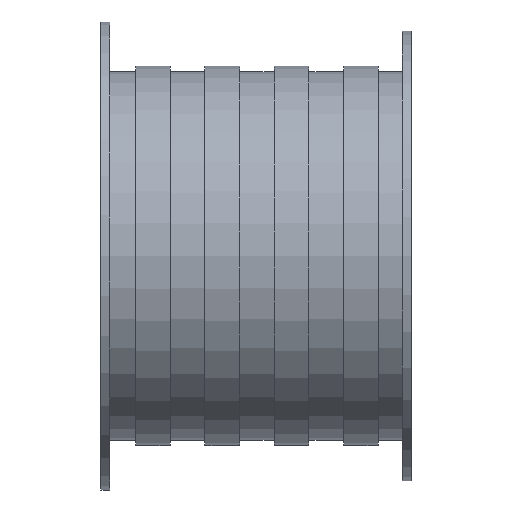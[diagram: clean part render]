
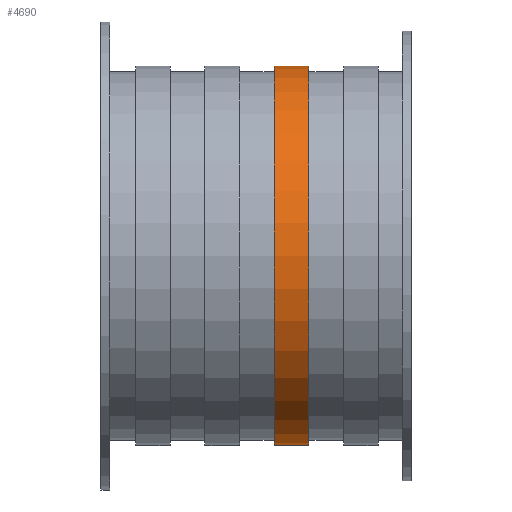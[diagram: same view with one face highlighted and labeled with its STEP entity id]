
A CAD part, top view. The second image highlights one B-rep face of the part: STEP entity #4690.
In plain terms, the highlighted cylindrical face has radius 2779.27 mm (diameter 5558.54 mm), a partial arc.
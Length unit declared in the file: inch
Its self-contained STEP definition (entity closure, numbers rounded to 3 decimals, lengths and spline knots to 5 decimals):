
#1731=CARTESIAN_POINT('',(300.,0.,0.));
#1732=DIRECTION('',(1.,0.,0.));
#1733=DIRECTION('',(0.,1.,0.));
#1734=AXIS2_PLACEMENT_3D('',#1731,#1732,#1733);
#1739=DIRECTION('',(-1.,0.,0.));
#1740=VECTOR('',#1739,20.);
#1741=CARTESIAN_POINT('',(300.,109.42,0.));
#1742=LINE('',#1741,#1740);
#1746=DIRECTION('',(-1.,0.,0.));
#1747=VECTOR('',#1746,20.);
#1748=CARTESIAN_POINT('',(300.,-109.42,0.));
#1749=LINE('',#1748,#1747);
#1769=CARTESIAN_POINT('',(280.,0.,0.));
#1770=DIRECTION('',(1.,0.,0.));
#1771=DIRECTION('',(0.,1.,0.));
#1772=AXIS2_PLACEMENT_3D('',#1769,#1770,#1771);
#2967=CARTESIAN_POINT('',(300.,109.42,0.));
#2968=CARTESIAN_POINT('',(280.,109.42,0.));
#2969=VERTEX_POINT('',#2967);
#2970=VERTEX_POINT('',#2968);
#3045=CARTESIAN_POINT('',(300.,-109.42,0.));
#3046=CARTESIAN_POINT('',(280.,-109.42,0.));
#3047=VERTEX_POINT('',#3045);
#3048=VERTEX_POINT('',#3046);
#4676=CARTESIAN_POINT('',(0.,0.,0.));
#4677=DIRECTION('',(1.,0.,0.));
#4678=DIRECTION('',(0.,-1.,0.));
#4679=AXIS2_PLACEMENT_3D('',#4676,#4677,#4678);
#4680=CYLINDRICAL_SURFACE('',#4679,109.42);
#4682=ORIENTED_EDGE('',*,*,#4681,.F.);
#4683=ORIENTED_EDGE('',*,*,#4658,.T.);
#4685=ORIENTED_EDGE('',*,*,#4684,.T.);
#4687=ORIENTED_EDGE('',*,*,#4686,.F.);
#4688=EDGE_LOOP('',(#4682,#4683,#4685,#4687));
#4689=FACE_OUTER_BOUND('',#4688,.F.);
#1735=CIRCLE('',#1734,109.42);
#1773=CIRCLE('',#1772,109.42);
#4658=EDGE_CURVE('',#2969,#3047,#1735,.T.);
#4681=EDGE_CURVE('',#2969,#2970,#1742,.T.);
#4684=EDGE_CURVE('',#3047,#3048,#1749,.T.);
#4686=EDGE_CURVE('',#2970,#3048,#1773,.T.);
#4690=ADVANCED_FACE('',(#4689),#4680,.T.);
